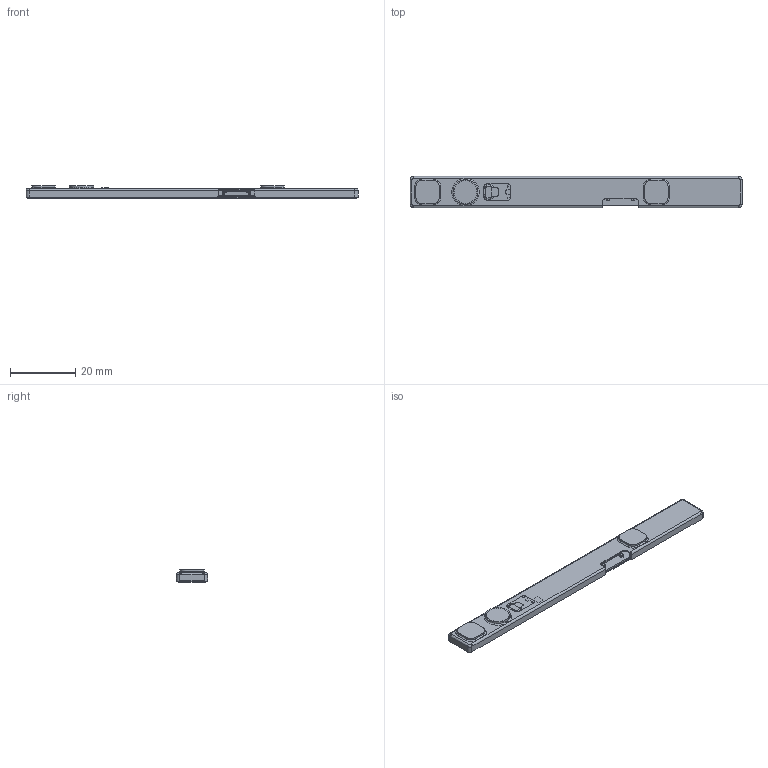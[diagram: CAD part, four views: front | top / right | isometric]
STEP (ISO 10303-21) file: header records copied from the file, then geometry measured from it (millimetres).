
FILE_DESCRIPTION((''),'2;1');
FILE_NAME('R200_SHRINKWRAP_02','2016-05-09T',('gstabley'),('INTEL'),'CREO PARAMETRIC BY PTC INC, 2015380','CREO PARAMETRIC BY PTC INC, 2015380','');
FILE_SCHEMA(('CONFIG_CONTROL_DESIGN'));
Length unit declared in the file: millimetre
Products named in the file (1): R200_SHRINKWRAP_02
Bounding box: 101.55 x 9.55 x 3.8 mm (x, y, z)
Surface area: 6780.9 mm2 (no closed solid volume)
Topology: 0 solids, 56 shells, 504 faces, 1836 edges, 1340 vertices
Faces by surface type: plane 302, cylinder 140, torus 42, bspline 14, cone 6
Entity records: 19638 total; most frequent: CARTESIAN_POINT 4407, DIRECTION 3238, ORIENTED_EDGE 2657, EDGE_CURVE 1836, VERTEX_POINT 1340, VECTOR 1294, LINE 1294, AXIS2_PLACEMENT_3D 972
